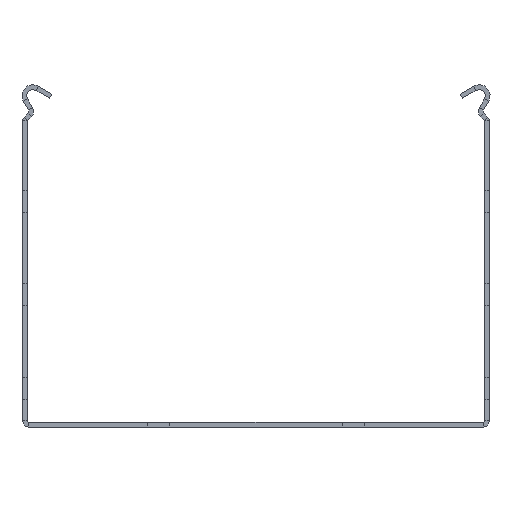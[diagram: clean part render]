
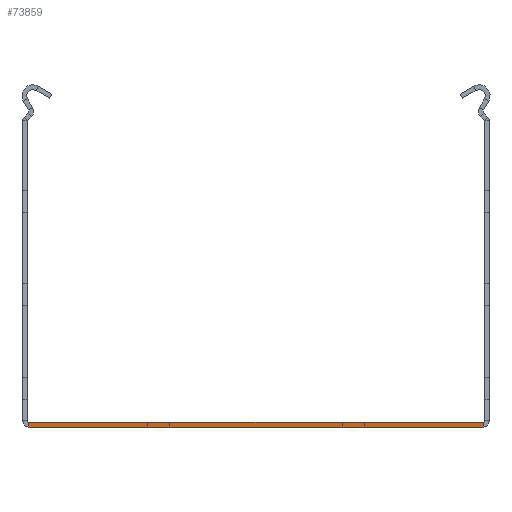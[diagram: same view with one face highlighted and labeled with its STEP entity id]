
A CAD part, front view. The second image highlights one B-rep face of the part: STEP entity #73859.
In plain terms, the highlighted planar face has unit normal (0, -1, 0).
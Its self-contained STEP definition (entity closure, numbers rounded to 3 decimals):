
#3495=PLANE('',#80925);
#7037=FACE_OUTER_BOUND('',#11491,.T.);
#11491=EDGE_LOOP('',(#65369,#65370,#65371,#65372));
#19310=LINE('',#123143,#26362);
#19321=LINE('',#123172,#26373);
#19325=LINE('',#123183,#26377);
#19326=LINE('',#123184,#26378);
#26362=VECTOR('',#102016,10.);
#26373=VECTOR('',#102049,10.);
#26377=VECTOR('',#102065,10.);
#26378=VECTOR('',#102066,10.);
#36888=VERTEX_POINT('',#123124);
#36892=VERTEX_POINT('',#123142);
#36895=VERTEX_POINT('',#123154);
#36899=VERTEX_POINT('',#123170);
#47433=EDGE_CURVE('',#36892,#36888,#19310,.T.);
#47448=EDGE_CURVE('',#36895,#36899,#19321,.T.);
#47453=EDGE_CURVE('',#36895,#36888,#19325,.T.);
#47454=EDGE_CURVE('',#36899,#36892,#19326,.F.);
#65369=ORIENTED_EDGE('',*,*,#47433,.T.);
#65370=ORIENTED_EDGE('',*,*,#47453,.F.);
#65371=ORIENTED_EDGE('',*,*,#47448,.T.);
#65372=ORIENTED_EDGE('',*,*,#47454,.T.);
#73859=ADVANCED_FACE('',(#7037),#3495,.T.);
#80925=AXIS2_PLACEMENT_3D('',#123182,#102063,#102064);
#102016=DIRECTION('',(0.,0.,-1.));
#102049=DIRECTION('',(0.,0.,1.));
#102063=DIRECTION('center_axis',(0.,-1.,0.));
#102064=DIRECTION('ref_axis',(0.,0.,-1.));
#102065=DIRECTION('',(-1.,0.,0.));
#102066=DIRECTION('',(1.,0.,0.));
#123124=CARTESIAN_POINT('',(-73.,0.,0.));
#123142=CARTESIAN_POINT('',(-73.,0.,1.5));
#123143=CARTESIAN_POINT('',(-73.,0.,0.5));
#123154=CARTESIAN_POINT('',(73.,0.,0.));
#123170=CARTESIAN_POINT('',(73.,0.,1.5));
#123172=CARTESIAN_POINT('',(73.,0.,0.5));
#123182=CARTESIAN_POINT('Origin',(75.,0.,0.));
#123183=CARTESIAN_POINT('',(75.,0.,0.));
#123184=CARTESIAN_POINT('',(37.5,0.,1.5));
